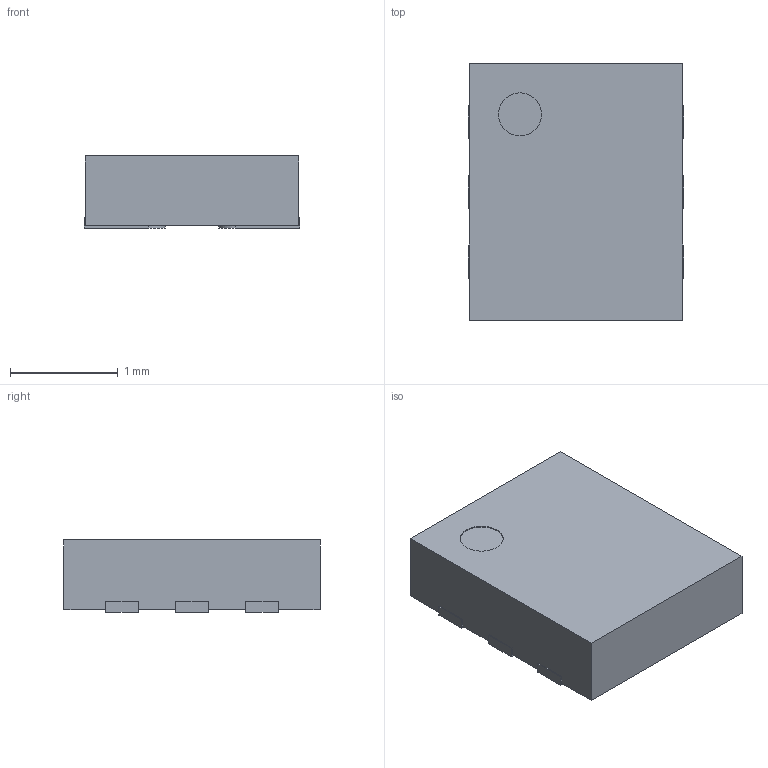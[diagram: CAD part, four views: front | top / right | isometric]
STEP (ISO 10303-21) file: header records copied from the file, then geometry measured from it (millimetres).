
FILE_DESCRIPTION(/* description */ ('model of AMS_TSL2591'),/* implementation_level */ '2;1');
FILE_NAME(/* name */ 'AMS_TSL2591.step',/* time_stamp */ '2018-06-28T21:58:29',/* author */ ('kicad StepUp','ksu'),/* organization */ ('FreeCAD'),/* preprocessor_version */ 'OCC',/* originating_system */ 'kicad StepUp',/* authorisation */ '');
FILE_SCHEMA(('AUTOMOTIVE_DESIGN_CC2 { 1 2 10303 214 -1 1 5 4 }'));
Length unit declared in the file: millimetre
Products named in the file (2): ASSEMBLY; AMS_TSL2591
Assembly tree (1 placements, depth 2):
  ASSEMBLY
    AMS_TSL2591
Bounding box: 2 x 2.38 x 0.67 mm (x, y, z)
Volume: 3.1 mm3; surface area: 15.4 mm2
Topology: 1 solids, 1 shells, 44 faces, 123 edges, 82 vertices
Faces by surface type: plane 37, cylinder 7
Full cylindrical faces by diameter (mm): 0.4 x1
Entity records: 1741 total; most frequent: CARTESIAN_POINT 251, ORIENTED_EDGE 246, DIRECTION 229, EDGE_CURVE 123, LINE 109, VECTOR 109, VERTEX_POINT 82, AXIS2_PLACEMENT_3D 60
